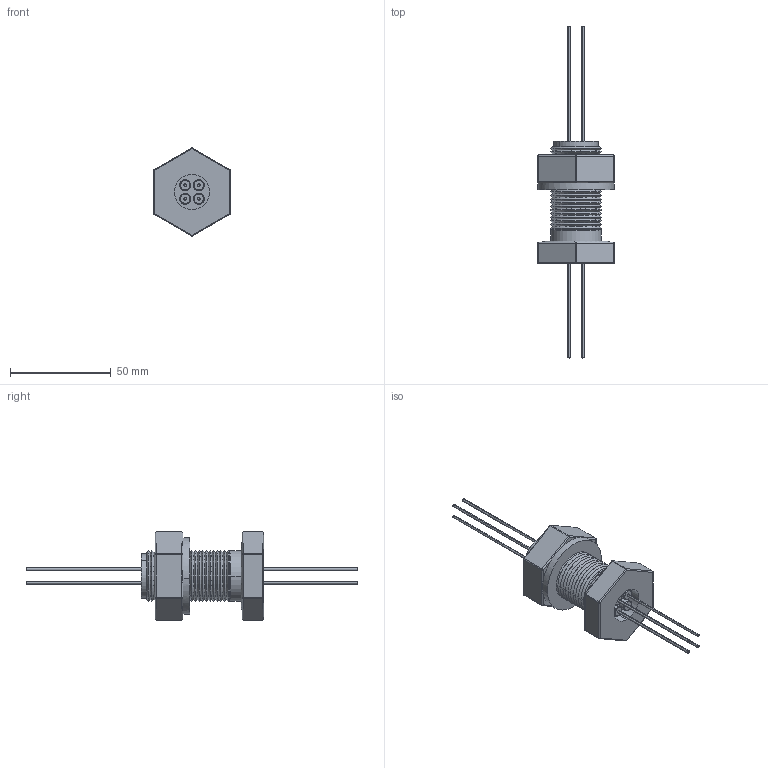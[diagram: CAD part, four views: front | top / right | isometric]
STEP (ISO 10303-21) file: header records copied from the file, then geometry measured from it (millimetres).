
FILE_DESCRIPTION (( 'STEP AP203' ), '1' );
FILE_NAME ('A0504-1-BP.STEP', '2013-05-14T11:06:03', ( '' ), ( '' ), 'SwSTEP 2.0', 'SolidWorks 2012', '' );
FILE_SCHEMA (( 'CONFIG_CONTROL_DESIGN' ));
Length unit declared in the file: inch
Products named in the file (1): A0504-1-BP
Bounding box: 38.1 x 165.1 x 43.84 mm (x, y, z)
Volume: 37236 mm3; surface area: 22015.7 mm2
Topology: 1 solids, 15 shells, 388 faces, 833 edges, 472 vertices
Faces by surface type: cone 156, cylinder 127, plane 65, sphere 24, torus 16
Entity records: 10444 total; most frequent: DIRECTION 2075, CARTESIAN_POINT 1670, ORIENTED_EDGE 1634, AXIS2_PLACEMENT_3D 869, EDGE_CURVE 817, CIRCLE 480, VERTEX_POINT 464, EDGE_LOOP 437
